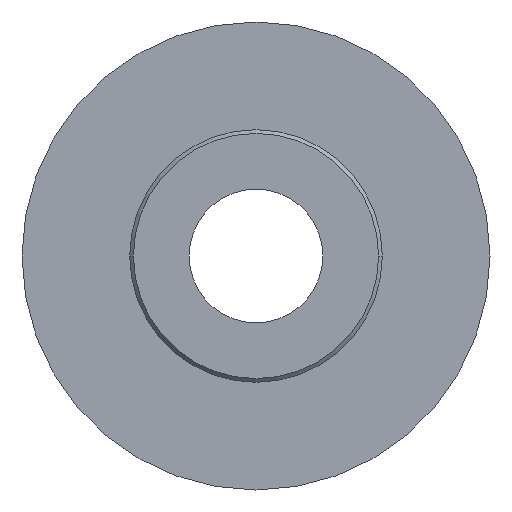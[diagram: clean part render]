
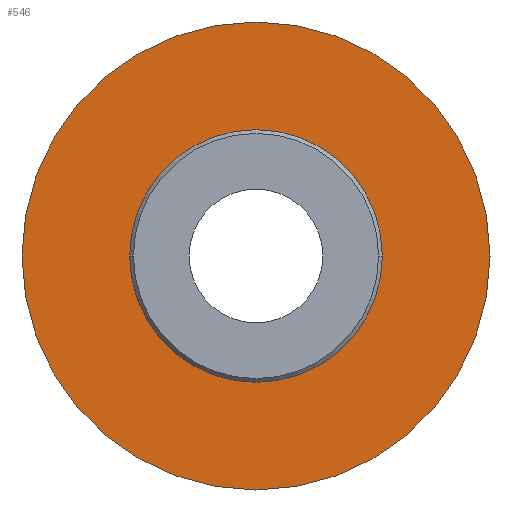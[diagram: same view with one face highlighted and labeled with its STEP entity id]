
A CAD part, left-side view. The second image highlights one B-rep face of the part: STEP entity #546.
In plain terms, the highlighted planar face has unit normal (-1, 0, 0).
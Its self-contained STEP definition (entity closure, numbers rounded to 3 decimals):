
#185=CARTESIAN_POINT('',(0.,0.,0.));
#186=DIRECTION('',(1.,0.,0.));
#187=DIRECTION('',(0.,1.,0.));
#188=AXIS2_PLACEMENT_3D('',#185,#186,#187);
#193=CARTESIAN_POINT('',(0.,0.,0.));
#194=DIRECTION('',(-1.,0.,0.));
#195=DIRECTION('',(0.,1.,0.));
#196=AXIS2_PLACEMENT_3D('',#193,#194,#195);
#209=CARTESIAN_POINT('',(0.,0.,0.));
#210=DIRECTION('',(-1.,0.,0.));
#211=DIRECTION('',(0.,1.,0.));
#212=AXIS2_PLACEMENT_3D('',#209,#210,#211);
#278=CARTESIAN_POINT('',(0.,0.,0.));
#279=DIRECTION('',(1.,0.,0.));
#280=DIRECTION('',(0.,1.,0.));
#281=AXIS2_PLACEMENT_3D('',#278,#279,#280);
#353=CARTESIAN_POINT('',(0.,17.,0.));
#354=CARTESIAN_POINT('',(0.,-17.,0.));
#355=VERTEX_POINT('',#353);
#356=VERTEX_POINT('',#354);
#379=CARTESIAN_POINT('',(0.,31.5,0.));
#380=VERTEX_POINT('',#379);
#387=CARTESIAN_POINT('',(0.,-31.5,0.));
#388=VERTEX_POINT('',#387);
#531=CARTESIAN_POINT('',(0.,0.,0.));
#532=DIRECTION('',(-1.,0.,0.));
#533=DIRECTION('',(0.,1.,0.));
#534=AXIS2_PLACEMENT_3D('',#531,#532,#533);
#535=PLANE('',#534);
#536=ORIENTED_EDGE('',*,*,#526,.T.);
#537=ORIENTED_EDGE('',*,*,#510,.F.);
#538=EDGE_LOOP('',(#536,#537));
#539=FACE_OUTER_BOUND('',#538,.F.);
#541=ORIENTED_EDGE('',*,*,#540,.T.);
#543=ORIENTED_EDGE('',*,*,#542,.F.);
#544=EDGE_LOOP('',(#541,#543));
#545=FACE_BOUND('',#544,.F.);
#189=CIRCLE('',#188,31.5);
#197=CIRCLE('',#196,31.5);
#213=CIRCLE('',#212,17.);
#282=CIRCLE('',#281,17.);
#510=EDGE_CURVE('',#380,#388,#197,.T.);
#526=EDGE_CURVE('',#380,#388,#189,.T.);
#540=EDGE_CURVE('',#355,#356,#213,.T.);
#542=EDGE_CURVE('',#355,#356,#282,.T.);
#546=ADVANCED_FACE('',(#539,#545),#535,.T.);
